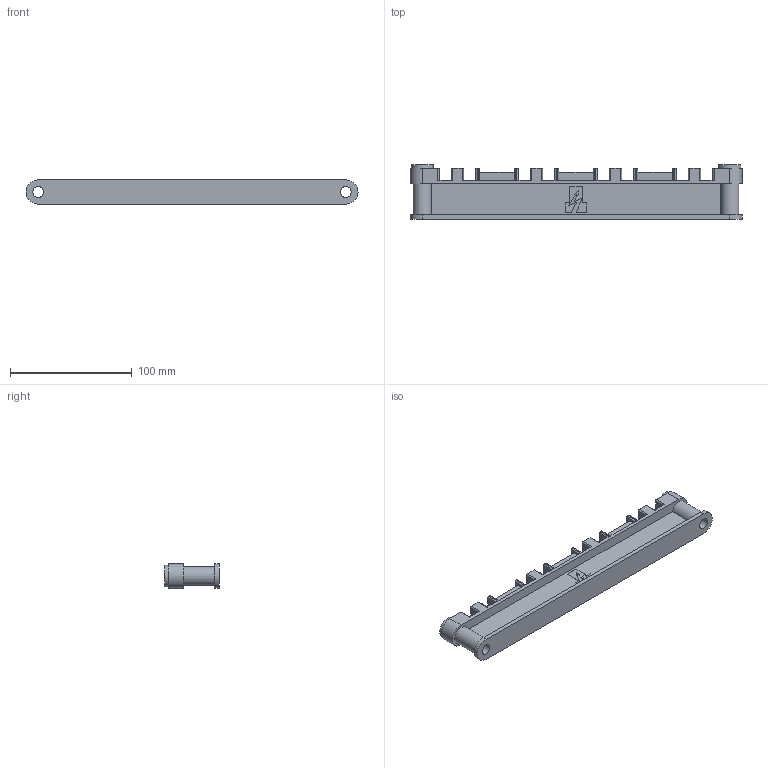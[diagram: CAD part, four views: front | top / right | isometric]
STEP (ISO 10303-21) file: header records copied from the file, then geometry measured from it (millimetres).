
FILE_DESCRIPTION(/* description */ (''),/* implementation_level */ '2;1');
FILE_NAME(/* name */ 'MXM6524NS v2.step',/* time_stamp */ '2021-06-29T09:45:14+01:00',/* author */ (''),/* organization */ (''),/* preprocessor_version */ 'ST-DEVELOPER v18.1',/* originating_system */ 'Autodesk Translation Framework v10.9.0.1377',/* authorisation */ '');
FILE_SCHEMA (('AUTOMOTIVE_DESIGN { 1 0 10303 214 3 1 1 }'));
Length unit declared in the file: millimetre
Products named in the file (1): MXM6524NS
Bounding box: 273 x 44.7 x 20 mm (x, y, z)
Volume: 78535.4 mm3; surface area: 50922 mm2
Topology: 1 solids, 1 shells, 222 faces, 630 edges, 420 vertices
Faces by surface type: plane 148, cylinder 74
Full cylindrical faces by diameter (mm): 9 x2, 18 x2
Entity records: 7247 total; most frequent: CARTESIAN_POINT 1273, ORIENTED_EDGE 1260, DIRECTION 1228, EDGE_CURVE 630, LINE 478, VECTOR 478, VERTEX_POINT 420, AXIS2_PLACEMENT_3D 375
